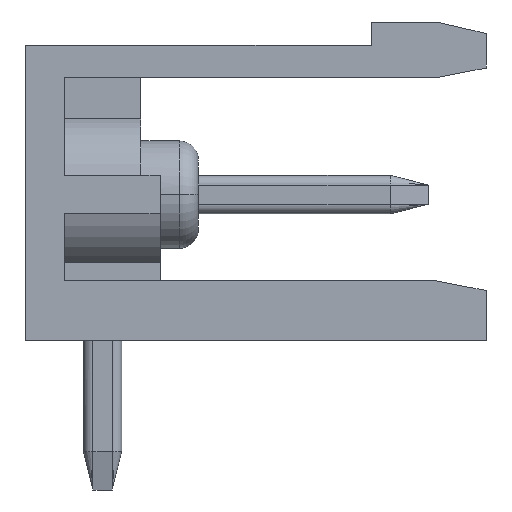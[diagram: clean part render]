
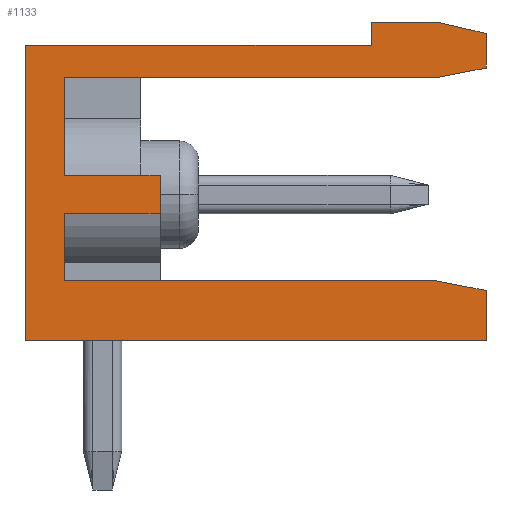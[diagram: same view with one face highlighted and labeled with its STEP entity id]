
A CAD part, left-side view. The second image highlights one B-rep face of the part: STEP entity #1133.
In plain terms, the highlighted planar face has unit normal (-1, 0, 0).
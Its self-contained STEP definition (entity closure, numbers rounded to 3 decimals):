
#1009=AXIS2_PLACEMENT_3D('Plane Axis2P3D',#1006,#1007,#1008) ;
#302=CARTESIAN_POINT('Vertex',(0.,8.5,8.2)) ;
#305=CARTESIAN_POINT('Line Origine',(0.,8.5,7.7)) ;
#309=CARTESIAN_POINT('Vertex',(0.,8.5,7.2)) ;
#614=CARTESIAN_POINT('Line Origine',(0.,9.75,8.2)) ;
#618=CARTESIAN_POINT('Vertex',(0.,11.,8.2)) ;
#1006=CARTESIAN_POINT('Axis2P3D Location',(0.,21.478,-2.36)) ;
#1011=CARTESIAN_POINT('Line Origine',(0.,3.,11.9)) ;
#1015=CARTESIAN_POINT('Vertex',(0.,3.,12.2)) ;
#1017=CARTESIAN_POINT('Vertex',(0.,3.,11.6)) ;
#1020=CARTESIAN_POINT('Line Origine',(0.,7.5,11.6)) ;
#1024=CARTESIAN_POINT('Vertex',(0.,12.,11.6)) ;
#1027=CARTESIAN_POINT('Line Origine',(0.,12.,7.75)) ;
#1031=CARTESIAN_POINT('Vertex',(0.,12.,3.9)) ;
#1034=CARTESIAN_POINT('Line Origine',(0.,6.,3.9)) ;
#1038=CARTESIAN_POINT('Vertex',(0.,0.,3.9)) ;
#1041=CARTESIAN_POINT('Line Origine',(0.,0.,4.55)) ;
#1045=CARTESIAN_POINT('Vertex',(0.,0.,5.2)) ;
#1048=CARTESIAN_POINT('Line Origine',(0.,0.65,5.325)) ;
#1052=CARTESIAN_POINT('Vertex',(0.,1.3,5.45)) ;
#1055=CARTESIAN_POINT('Line Origine',(0.,6.15,5.45)) ;
#1059=CARTESIAN_POINT('Vertex',(0.,11.,5.45)) ;
#1062=CARTESIAN_POINT('Line Origine',(0.,11.,6.325)) ;
#1066=CARTESIAN_POINT('Vertex',(0.,11.,7.2)) ;
#1069=CARTESIAN_POINT('Line Origine',(0.,9.75,7.2)) ;
#1074=CARTESIAN_POINT('Line Origine',(0.,11.,9.475)) ;
#1078=CARTESIAN_POINT('Vertex',(0.,11.,10.75)) ;
#1081=CARTESIAN_POINT('Line Origine',(0.,6.15,10.75)) ;
#1085=CARTESIAN_POINT('Vertex',(0.,1.3,10.75)) ;
#1088=CARTESIAN_POINT('Line Origine',(0.,0.65,10.875)) ;
#1092=CARTESIAN_POINT('Vertex',(0.,0.,11.)) ;
#1095=CARTESIAN_POINT('Line Origine',(0.,0.,11.45)) ;
#1099=CARTESIAN_POINT('Vertex',(0.,0.,11.9)) ;
#1102=CARTESIAN_POINT('Line Origine',(0.,0.65,12.05)) ;
#1106=CARTESIAN_POINT('Vertex',(0.,1.3,12.2)) ;
#1109=CARTESIAN_POINT('Line Origine',(0.,2.15,12.2)) ;
#306=DIRECTION('Vector Direction',(0.,0.,-1.)) ;
#615=DIRECTION('Vector Direction',(0.,1.,0.)) ;
#1007=DIRECTION('Axis2P3D Direction',(-1.,0.,0.)) ;
#1008=DIRECTION('Axis2P3D XDirection',(0.,-1.,0.)) ;
#1012=DIRECTION('Vector Direction',(0.,0.,-1.)) ;
#1021=DIRECTION('Vector Direction',(0.,1.,0.)) ;
#1028=DIRECTION('Vector Direction',(0.,0.,-1.)) ;
#1035=DIRECTION('Vector Direction',(0.,-1.,0.)) ;
#1042=DIRECTION('Vector Direction',(0.,0.,1.)) ;
#1049=DIRECTION('Vector Direction',(0.,-0.982,-0.189)) ;
#1056=DIRECTION('Vector Direction',(0.,1.,0.)) ;
#1063=DIRECTION('Vector Direction',(0.,0.,-1.)) ;
#1070=DIRECTION('Vector Direction',(0.,-1.,0.)) ;
#1075=DIRECTION('Vector Direction',(0.,0.,-1.)) ;
#1082=DIRECTION('Vector Direction',(0.,-1.,0.)) ;
#1089=DIRECTION('Vector Direction',(0.,0.982,-0.189)) ;
#1096=DIRECTION('Vector Direction',(0.,0.,1.)) ;
#1103=DIRECTION('Vector Direction',(0.,0.974,0.225)) ;
#1110=DIRECTION('Vector Direction',(0.,1.,0.)) ;
#307=VECTOR('Line Direction',#306,1.) ;
#616=VECTOR('Line Direction',#615,1.) ;
#1013=VECTOR('Line Direction',#1012,1.) ;
#1022=VECTOR('Line Direction',#1021,1.) ;
#1029=VECTOR('Line Direction',#1028,1.) ;
#1036=VECTOR('Line Direction',#1035,1.) ;
#1043=VECTOR('Line Direction',#1042,1.) ;
#1050=VECTOR('Line Direction',#1049,1.) ;
#1057=VECTOR('Line Direction',#1056,1.) ;
#1064=VECTOR('Line Direction',#1063,1.) ;
#1071=VECTOR('Line Direction',#1070,1.) ;
#1076=VECTOR('Line Direction',#1075,1.) ;
#1083=VECTOR('Line Direction',#1082,1.) ;
#1090=VECTOR('Line Direction',#1089,1.) ;
#1097=VECTOR('Line Direction',#1096,1.) ;
#1104=VECTOR('Line Direction',#1103,1.) ;
#1111=VECTOR('Line Direction',#1110,1.) ;
#1115=ORIENTED_EDGE('',*,*,#1019,.T.) ;
#1116=ORIENTED_EDGE('',*,*,#1026,.T.) ;
#1117=ORIENTED_EDGE('',*,*,#1033,.T.) ;
#1118=ORIENTED_EDGE('',*,*,#1040,.T.) ;
#1119=ORIENTED_EDGE('',*,*,#1047,.T.) ;
#1120=ORIENTED_EDGE('',*,*,#1054,.F.) ;
#1121=ORIENTED_EDGE('',*,*,#1061,.T.) ;
#1122=ORIENTED_EDGE('',*,*,#1068,.F.) ;
#1123=ORIENTED_EDGE('',*,*,#1073,.T.) ;
#1124=ORIENTED_EDGE('',*,*,#311,.F.) ;
#1125=ORIENTED_EDGE('',*,*,#620,.T.) ;
#1126=ORIENTED_EDGE('',*,*,#1080,.F.) ;
#1127=ORIENTED_EDGE('',*,*,#1087,.T.) ;
#1128=ORIENTED_EDGE('',*,*,#1094,.F.) ;
#1129=ORIENTED_EDGE('',*,*,#1101,.T.) ;
#1130=ORIENTED_EDGE('',*,*,#1108,.T.) ;
#1131=ORIENTED_EDGE('',*,*,#1113,.T.) ;
#1133=ADVANCED_FACE('body',(#1132),#1010,.T.) ;
#311=EDGE_CURVE('',#303,#310,#308,.T.) ;
#620=EDGE_CURVE('',#303,#619,#617,.T.) ;
#1019=EDGE_CURVE('',#1016,#1018,#1014,.T.) ;
#1026=EDGE_CURVE('',#1018,#1025,#1023,.T.) ;
#1033=EDGE_CURVE('',#1025,#1032,#1030,.T.) ;
#1040=EDGE_CURVE('',#1032,#1039,#1037,.T.) ;
#1047=EDGE_CURVE('',#1039,#1046,#1044,.T.) ;
#1054=EDGE_CURVE('',#1053,#1046,#1051,.T.) ;
#1061=EDGE_CURVE('',#1053,#1060,#1058,.T.) ;
#1068=EDGE_CURVE('',#1067,#1060,#1065,.T.) ;
#1073=EDGE_CURVE('',#1067,#310,#1072,.T.) ;
#1080=EDGE_CURVE('',#1079,#619,#1077,.T.) ;
#1087=EDGE_CURVE('',#1079,#1086,#1084,.T.) ;
#1094=EDGE_CURVE('',#1093,#1086,#1091,.T.) ;
#1101=EDGE_CURVE('',#1093,#1100,#1098,.T.) ;
#1108=EDGE_CURVE('',#1100,#1107,#1105,.T.) ;
#1113=EDGE_CURVE('',#1107,#1016,#1112,.T.) ;
#1114=EDGE_LOOP('',(#1115,#1116,#1117,#1118,#1119,#1120,#1121,#1122,#1123,#1124,#1125,#1126,#1127,#1128,#1129,#1130,#1131)) ;
#1132=FACE_OUTER_BOUND('',#1114,.T.) ;
#308=LINE('Line',#305,#307) ;
#617=LINE('Line',#614,#616) ;
#1014=LINE('Line',#1011,#1013) ;
#1023=LINE('Line',#1020,#1022) ;
#1030=LINE('Line',#1027,#1029) ;
#1037=LINE('Line',#1034,#1036) ;
#1044=LINE('Line',#1041,#1043) ;
#1051=LINE('Line',#1048,#1050) ;
#1058=LINE('Line',#1055,#1057) ;
#1065=LINE('Line',#1062,#1064) ;
#1072=LINE('Line',#1069,#1071) ;
#1077=LINE('Line',#1074,#1076) ;
#1084=LINE('Line',#1081,#1083) ;
#1091=LINE('Line',#1088,#1090) ;
#1098=LINE('Line',#1095,#1097) ;
#1105=LINE('Line',#1102,#1104) ;
#1112=LINE('Line',#1109,#1111) ;
#1010=PLANE('',#1009) ;
#303=VERTEX_POINT('',#302) ;
#310=VERTEX_POINT('',#309) ;
#619=VERTEX_POINT('',#618) ;
#1016=VERTEX_POINT('',#1015) ;
#1018=VERTEX_POINT('',#1017) ;
#1025=VERTEX_POINT('',#1024) ;
#1032=VERTEX_POINT('',#1031) ;
#1039=VERTEX_POINT('',#1038) ;
#1046=VERTEX_POINT('',#1045) ;
#1053=VERTEX_POINT('',#1052) ;
#1060=VERTEX_POINT('',#1059) ;
#1067=VERTEX_POINT('',#1066) ;
#1079=VERTEX_POINT('',#1078) ;
#1086=VERTEX_POINT('',#1085) ;
#1093=VERTEX_POINT('',#1092) ;
#1100=VERTEX_POINT('',#1099) ;
#1107=VERTEX_POINT('',#1106) ;
